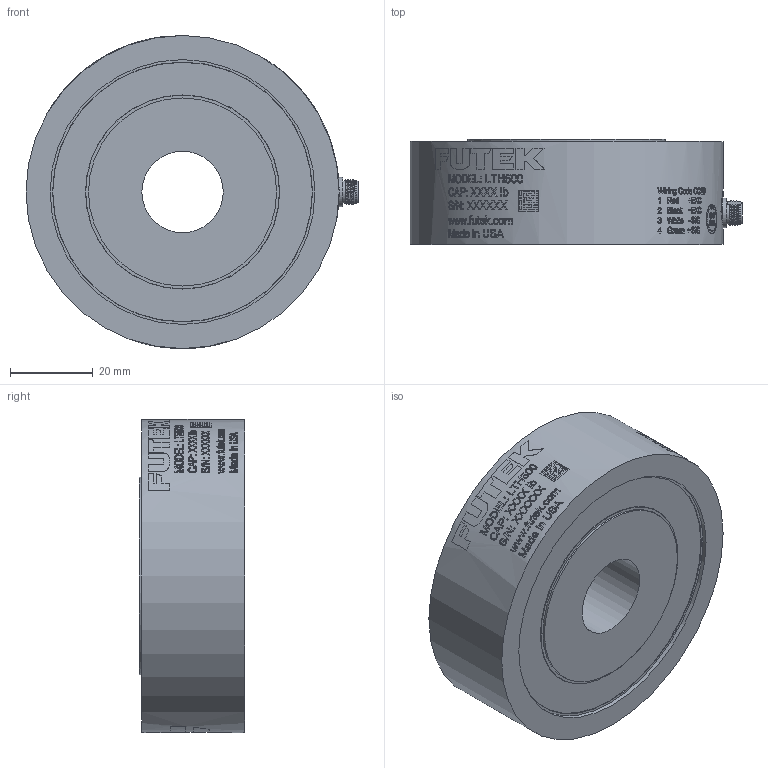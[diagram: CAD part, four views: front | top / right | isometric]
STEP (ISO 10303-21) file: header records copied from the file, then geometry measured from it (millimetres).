
FILE_DESCRIPTION(/* description */ ('LTH500 , 3D Model , Simplified , Connectorized'),/* implementation_level */ '2;1');
FILE_NAME(/* name */ 'LTH500.stp',/* time_stamp */ '2022-04-26T09:07:50-07:00',/* author */ ('S. MICHEL'),/* organization */ (''),/* preprocessor_version */ 'ST-DEVELOPER v18.1',/* originating_system */ 'Autodesk Inventor 2022',/* authorisation */ '');
FILE_SCHEMA (('AUTOMOTIVE_DESIGN { 1 0 10303 214 3 1 1 }'));
Products named in the file (1): LTH500
Bounding box: 80.26 x 25.4 x 75.69 mm (x, y, z)
Volume: 96907.4 mm3; surface area: 18596.4 mm2
Topology: 1 solids, 1 shells, 2389 faces, 6103 edges, 3931 vertices
Faces by surface type: bspline 1085, plane 855, cylinder 346, torus 57, sphere 32, cone 14
Full cylindrical faces by diameter (mm): 0.32 x4, 0.635 x1, 0.846 x4, 0.864 x4, 5.436 x1, 7.112 x1, 8.255 x1, 19.66 x1, 45.466 x1, 46.838 x1, 46.939 x1, 47.854 x1, 61.824 x1, 62.738 x1, 62.84 x1, 64.008 x1, 75.692 x1
Entity records: 96967 total; most frequent: CARTESIAN_POINT 44582, ORIENTED_EDGE 12198, DIRECTION 8082, EDGE_CURVE 6099, VERTEX_POINT 3931, AXIS2_PLACEMENT_3D 2750, EDGE_LOOP 2613, LINE 2582
